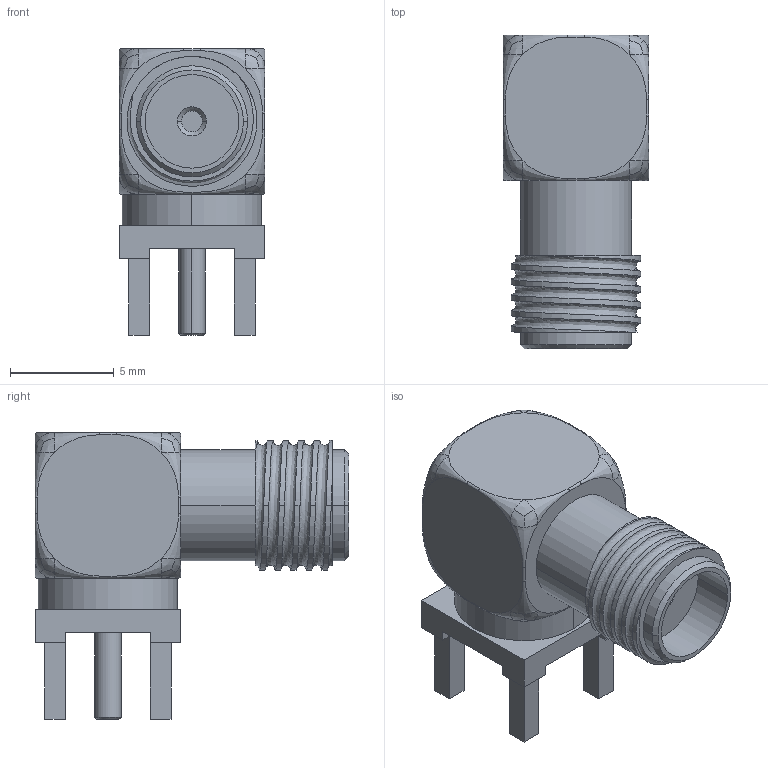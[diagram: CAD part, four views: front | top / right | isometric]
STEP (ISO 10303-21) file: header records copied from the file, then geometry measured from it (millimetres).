
FILE_DESCRIPTION (( 'STEP AP214' ), '1' );
FILE_NAME ('SMA-TH_SMA-KWE902.step', '2022-07-15T04:41:24', ( '' ), ( '' ), 'SwSTEP 2.0', 'SolidWorks 2020', '' );
FILE_SCHEMA (( 'AUTOMOTIVE_DESIGN' ));
Length unit declared in the file: millimetre
Products named in the file (1): SMA-TH_SMA-KWE902
Bounding box: 7 x 15.1 x 13.8 mm (x, y, z)
Volume: 633 mm3; surface area: 676.2 mm2
Topology: 14 solids, 14 shells, 425 faces, 1114 edges, 734 vertices
Faces by surface type: plane 221, bspline 161, cylinder 37, cone 6
Entity records: 23076 total; most frequent: CARTESIAN_POINT 9010, ORIENTED_EDGE 2226, DIRECTION 1283, EDGE_CURVE 1113, VERTEX_POINT 732, LINE 681, VECTOR 681, EDGE_LOOP 453
